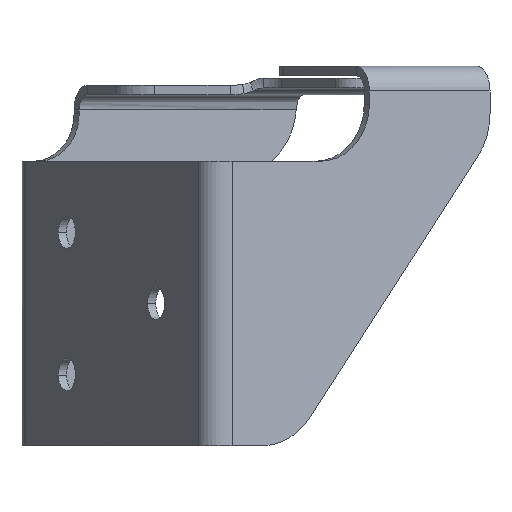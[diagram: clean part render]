
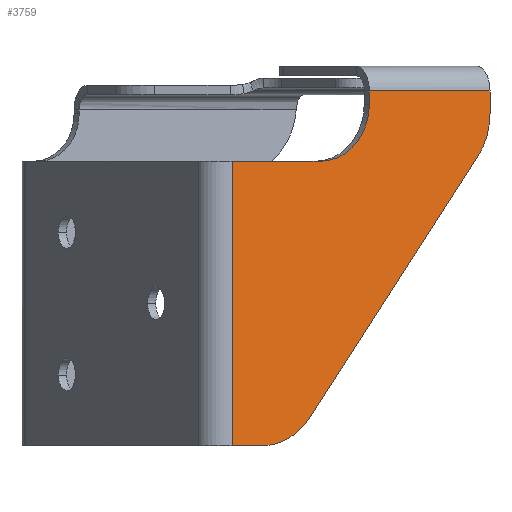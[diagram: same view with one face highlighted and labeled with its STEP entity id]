
A CAD part, front view. The second image highlights one B-rep face of the part: STEP entity #3759.
In plain terms, the highlighted planar face has unit normal (0.53, -0.848, 0).
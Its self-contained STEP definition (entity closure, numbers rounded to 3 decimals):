
#3261=CARTESIAN_POINT('',(1581.254,-1026.82,-20.));
#3262=VERTEX_POINT('',#3261);
#3274=CARTESIAN_POINT('',(1581.254,-1026.82,-80.));
#3275=VERTEX_POINT('',#3274);
#3278=CARTESIAN_POINT('',(1581.254,-1026.82,-80.));
#3279=CARTESIAN_POINT('',(1581.254,-1026.82,-70.));
#3280=CARTESIAN_POINT('',(1581.254,-1026.82,-50.));
#3281=CARTESIAN_POINT('',(1581.254,-1026.82,-30.));
#3282=CARTESIAN_POINT('',(1581.254,-1026.82,-20.));
#3283=B_SPLINE_CURVE_WITH_KNOTS('',3,(#3278,#3279,#3280,#3281,#3282),.UNSPECIFIED.,.F.,.T.,(4,1,4),(-80.,-50.,-20.),.UNSPECIFIED.);
#3284=EDGE_CURVE('',#3275,#3262,#3283,.T.);
#3620=CARTESIAN_POINT('',(1599.962,-1015.13,-20.));
#3621=DIRECTION('',(-0.848,-0.53,0.));
#3622=VECTOR('',#3621,1.0);
#3623=LINE('',#3620,#3622);
#3624=CARTESIAN_POINT('',(1599.962,-1015.13,-20.));
#3625=CARTESIAN_POINT('',(1581.254,-1026.82,-20.));
#3626=TRIMMED_CURVE('',#3623,(#3624),(#3625),.T.,.CARTESIAN.);
#3627=CARTESIAN_POINT('',(1599.962,-1015.13,-20.));
#3628=VERTEX_POINT('',#3627);
#3629=EDGE_CURVE('',#3628,#3262,#3626,.T.);
#3662=CARTESIAN_POINT('',(905.489,-1449.085,0.));
#3663=DIRECTION('',(-0.53,0.848,0.));
#3664=DIRECTION('',(-0.848,-0.53,0.));
#3665=AXIS2_PLACEMENT_3D('',#3662,#3663,#3664);
#3666=PLANE('',#3665);
#3667=CARTESIAN_POINT('',(1587.476,-1022.932,-65.));
#3668=DIRECTION('',(0.53,-0.848,0.));
#3669=DIRECTION('',(0.,0.,-1.));
#3670=AXIS2_PLACEMENT_3D('',#3667,#3668,#3669);
#3671=CIRCLE('',#3670,15.);
#3672=CARTESIAN_POINT('',(1587.476,-1022.932,-80.));
#3673=CARTESIAN_POINT('',(1597.614,-1016.597,-74.061));
#3674=TRIMMED_CURVE('',#3671,(#3672),(#3673),.T.,.CARTESIAN.);
#3675=CARTESIAN_POINT('',(1587.476,-1022.932,-80.));
#3676=VERTEX_POINT('',#3675);
#3677=CARTESIAN_POINT('',(1597.614,-1016.597,-74.061));
#3678=VERTEX_POINT('',#3677);
#3679=EDGE_CURVE('',#3676,#3678,#3674,.T.);
#3680=ORIENTED_EDGE('',*,*,#3679,.T.);
#3681=CARTESIAN_POINT('',(1597.614,-1016.597,-74.061));
#3682=DIRECTION('',(0.512,0.32,0.797));
#3683=VECTOR('',#3682,1.0);
#3684=LINE('',#3681,#3683);
#3685=CARTESIAN_POINT('',(1597.614,-1016.597,-74.061));
#3686=CARTESIAN_POINT('',(1632.996,-994.488,-19.019));
#3687=TRIMMED_CURVE('',#3684,(#3685),(#3686),.T.,.CARTESIAN.);
#3688=CARTESIAN_POINT('',(1632.996,-994.488,-19.019));
#3689=VERTEX_POINT('',#3688);
#3690=EDGE_CURVE('',#3678,#3689,#3687,.T.);
#3691=ORIENTED_EDGE('',*,*,#3690,.T.);
#3692=CARTESIAN_POINT('',(1622.859,-1000.822,-9.957));
#3693=DIRECTION('',(0.53,-0.848,0.));
#3694=DIRECTION('',(0.676,0.422,-0.604));
#3695=AXIS2_PLACEMENT_3D('',#3692,#3693,#3694);
#3696=CIRCLE('',#3695,15.);
#3697=CARTESIAN_POINT('',(1632.996,-994.488,-19.019));
#3698=CARTESIAN_POINT('',(1635.58,-992.874,-9.957));
#3699=TRIMMED_CURVE('',#3696,(#3697),(#3698),.T.,.CARTESIAN.);
#3700=CARTESIAN_POINT('',(1635.58,-992.874,-9.957));
#3701=VERTEX_POINT('',#3700);
#3702=EDGE_CURVE('',#3689,#3701,#3699,.T.);
#3703=ORIENTED_EDGE('',*,*,#3702,.T.);
#3704=CARTESIAN_POINT('',(1635.58,-992.874,-9.957));
#3705=DIRECTION('',(0.,0.,1.));
#3706=VECTOR('',#3705,1.0);
#3707=LINE('',#3704,#3706);
#3708=CARTESIAN_POINT('',(1635.58,-992.874,-9.957));
#3709=CARTESIAN_POINT('',(1635.58,-992.874,-5.21));
#3710=TRIMMED_CURVE('',#3707,(#3708),(#3709),.T.,.CARTESIAN.);
#3711=CARTESIAN_POINT('',(1635.58,-992.874,-5.21));
#3712=VERTEX_POINT('',#3711);
#3713=EDGE_CURVE('',#3701,#3712,#3710,.T.);
#3714=ORIENTED_EDGE('',*,*,#3713,.T.);
#3715=CARTESIAN_POINT('',(1610.138,-1008.771,-5.21));
#3716=CARTESIAN_POINT('',(1614.378,-1006.122,-5.21));
#3717=CARTESIAN_POINT('',(1622.859,-1000.822,-5.21));
#3718=CARTESIAN_POINT('',(1631.339,-995.523,-5.21));
#3719=CARTESIAN_POINT('',(1635.58,-992.874,-5.21));
#3720=B_SPLINE_CURVE_WITH_KNOTS('',3,(#3715,#3716,#3717,#3718,#3719),.UNSPECIFIED.,.F.,.T.,(4,1,4),(2.03,17.03,32.03),.UNSPECIFIED.);
#3721=CARTESIAN_POINT('',(1610.138,-1008.771,-5.21));
#3722=VERTEX_POINT('',#3721);
#3723=EDGE_CURVE('',#3722,#3712,#3720,.T.);
#3724=ORIENTED_EDGE('',*,*,#3723,.F.);
#3725=CARTESIAN_POINT('',(1610.138,-1008.771,-5.21));
#3726=DIRECTION('',(0.,0.,-1.));
#3727=VECTOR('',#3726,1.0);
#3728=LINE('',#3725,#3727);
#3729=CARTESIAN_POINT('',(1610.138,-1008.771,-5.21));
#3730=CARTESIAN_POINT('',(1610.138,-1008.771,-8.));
#3731=TRIMMED_CURVE('',#3728,(#3729),(#3730),.T.,.CARTESIAN.);
#3732=CARTESIAN_POINT('',(1610.138,-1008.771,-8.));
#3733=VERTEX_POINT('',#3732);
#3734=EDGE_CURVE('',#3722,#3733,#3731,.T.);
#3735=ORIENTED_EDGE('',*,*,#3734,.T.);
#3736=CARTESIAN_POINT('',(1599.962,-1015.13,-8.));
#3737=DIRECTION('',(-0.53,0.848,0.));
#3738=DIRECTION('',(0.848,0.53,0.));
#3739=AXIS2_PLACEMENT_3D('',#3736,#3737,#3738);
#3740=CIRCLE('',#3739,12.);
#3741=CARTESIAN_POINT('',(1610.138,-1008.771,-8.));
#3742=CARTESIAN_POINT('',(1599.962,-1015.13,-20.));
#3743=TRIMMED_CURVE('',#3740,(#3741),(#3742),.T.,.CARTESIAN.);
#3744=EDGE_CURVE('',#3733,#3628,#3743,.T.);
#3745=ORIENTED_EDGE('',*,*,#3744,.T.);
#3746=ORIENTED_EDGE('',*,*,#3629,.T.);
#3747=ORIENTED_EDGE('',*,*,#3284,.F.);
#3748=CARTESIAN_POINT('',(1581.254,-1026.82,-80.));
#3749=DIRECTION('',(0.848,0.53,0.));
#3750=VECTOR('',#3749,1.0);
#3751=LINE('',#3748,#3750);
#3752=CARTESIAN_POINT('',(1581.254,-1026.82,-80.));
#3753=CARTESIAN_POINT('',(1587.476,-1022.932,-80.));
#3754=TRIMMED_CURVE('',#3751,(#3752),(#3753),.T.,.CARTESIAN.);
#3755=EDGE_CURVE('',#3275,#3676,#3754,.T.);
#3756=ORIENTED_EDGE('',*,*,#3755,.T.);
#3757=EDGE_LOOP('',(#3680,#3691,#3703,#3714,#3724,#3735,#3745,#3746,#3747,#3756));
#3758=FACE_OUTER_BOUND('',#3757,.T.);
#3759=ADVANCED_FACE('',(#3758),#3666,.F.);
